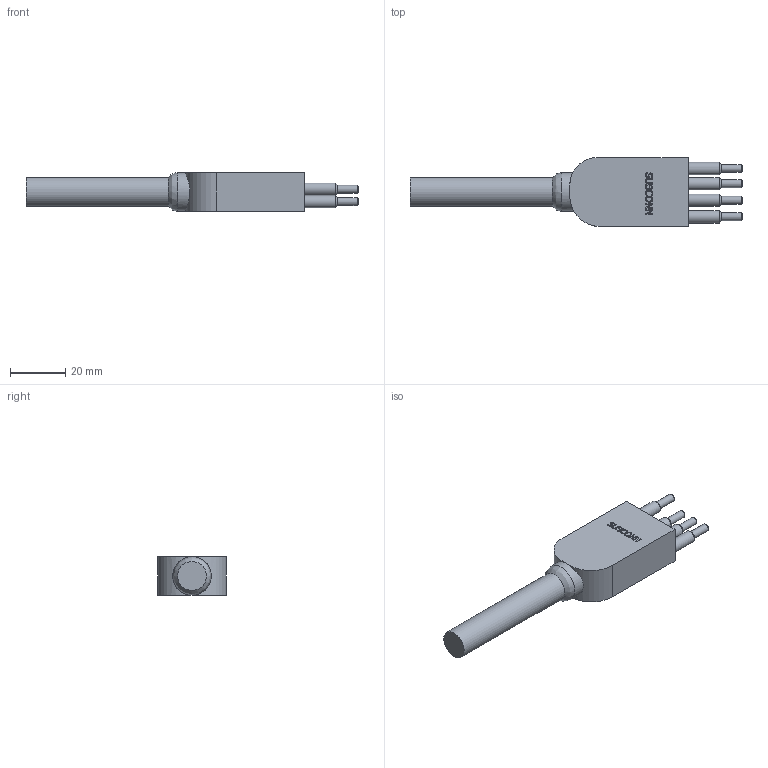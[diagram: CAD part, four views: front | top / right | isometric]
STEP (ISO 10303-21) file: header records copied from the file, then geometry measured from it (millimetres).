
FILE_DESCRIPTION(/* description */ (''),/* implementation_level */ '2;1');
FILE_NAME(/* name */ 'LPIL 4M.stp',/* time_stamp */ '2014-11-14T14:00:01+01:00',/* author */ ('sh'),/* organization */ (''),/* preprocessor_version */ 'ST-DEVELOPER v15.2',/* originating_system */ 'Autodesk Inventor 2014',/* authorisation */ '');
FILE_SCHEMA (('AUTOMOTIVE_DESIGN { 1 0 10303 214 3 1 1 }'));
Length unit declared in the file: millimetre
Products named in the file (1): LPIL 4M
Bounding box: 120.5 x 25 x 14 mm (x, y, z)
Volume: 20721.9 mm3; surface area: 6698.2 mm2
Topology: 1 solids, 1 shells, 235 faces, 617 edges, 407 vertices
Faces by surface type: plane 115, bspline 100, cylinder 12, cone 8
Full cylindrical faces by diameter (mm): 2.8 x4, 4.5 x4, 10.5 x1, 14 x1
Entity records: 8013 total; most frequent: CARTESIAN_POINT 2889, ORIENTED_EDGE 1198, DIRECTION 705, EDGE_CURVE 599, VERTEX_POINT 407, LINE 363, VECTOR 363, EDGE_LOOP 276
